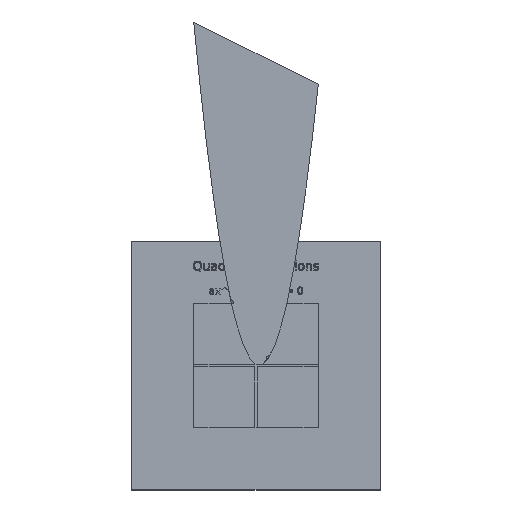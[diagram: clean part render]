
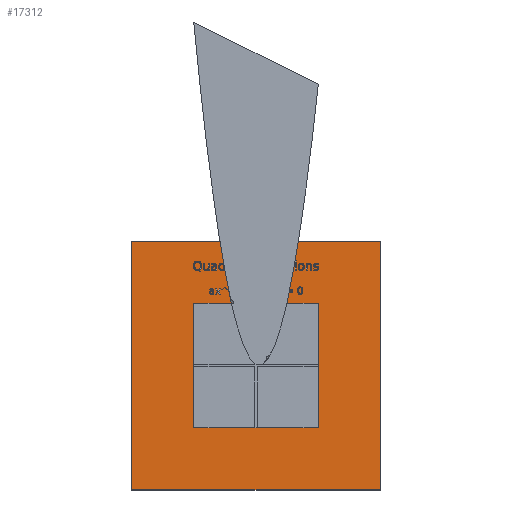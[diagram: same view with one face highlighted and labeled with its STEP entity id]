
A CAD part, top view. The second image highlights one B-rep face of the part: STEP entity #17312.
In plain terms, the highlighted planar face has unit normal (0, 0, 1).
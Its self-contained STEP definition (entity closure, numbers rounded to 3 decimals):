
#16998 = VERTEX_POINT('',#16999);
#16999 = CARTESIAN_POINT('',(-100.,-100.,2.5));
#17006 = PLANE('',#17007);
#17007 = AXIS2_PLACEMENT_3D('',#17008,#17009,#17010);
#17008 = CARTESIAN_POINT('',(-100.,-100.,-2.5));
#17009 = DIRECTION('',(1.,0.,-0.));
#17010 = DIRECTION('',(0.,0.,1.));
#17018 = PLANE('',#17019);
#17019 = AXIS2_PLACEMENT_3D('',#17020,#17021,#17022);
#17020 = CARTESIAN_POINT('',(-100.,-100.,-2.5));
#17021 = DIRECTION('',(-0.,1.,0.));
#17022 = DIRECTION('',(0.,0.,1.));
#17059 = VERTEX_POINT('',#17060);
#17060 = CARTESIAN_POINT('',(-100.,100.,2.5));
#17074 = PLANE('',#17075);
#17075 = AXIS2_PLACEMENT_3D('',#17076,#17077,#17078);
#17076 = CARTESIAN_POINT('',(-100.,100.,-2.5));
#17077 = DIRECTION('',(-0.,1.,0.));
#17078 = DIRECTION('',(0.,0.,1.));
#17086 = EDGE_CURVE('',#16998,#17059,#17087,.T.);
#17087 = SURFACE_CURVE('',#17088,(#17092,#17099),.PCURVE_S1.);
#17088 = LINE('',#17089,#17090);
#17089 = CARTESIAN_POINT('',(-100.,-100.,2.5));
#17090 = VECTOR('',#17091,1.);
#17091 = DIRECTION('',(-0.,1.,0.));
#17092 = PCURVE('',#17006,#17093);
#17093 = DEFINITIONAL_REPRESENTATION('',(#17094),#17098);
#17094 = LINE('',#17095,#17096);
#17095 = CARTESIAN_POINT('',(5.,0.));
#17096 = VECTOR('',#17097,1.);
#17097 = DIRECTION('',(0.,-1.));
#17098 = ( GEOMETRIC_REPRESENTATION_CONTEXT(2) 
PARAMETRIC_REPRESENTATION_CONTEXT() REPRESENTATION_CONTEXT('2D SPACE',''
  ) );
#17099 = PCURVE('',#17100,#17105);
#17100 = PLANE('',#17101);
#17101 = AXIS2_PLACEMENT_3D('',#17102,#17103,#17104);
#17102 = CARTESIAN_POINT('',(-100.,-100.,2.5));
#17103 = DIRECTION('',(0.,0.,1.));
#17104 = DIRECTION('',(1.,0.,-0.));
#17105 = DEFINITIONAL_REPRESENTATION('',(#17106),#17110);
#17106 = LINE('',#17107,#17108);
#17107 = CARTESIAN_POINT('',(0.,0.));
#17108 = VECTOR('',#17109,1.);
#17109 = DIRECTION('',(0.,1.));
#17110 = ( GEOMETRIC_REPRESENTATION_CONTEXT(2) 
PARAMETRIC_REPRESENTATION_CONTEXT() REPRESENTATION_CONTEXT('2D SPACE',''
  ) );
#17118 = VERTEX_POINT('',#17119);
#17119 = CARTESIAN_POINT('',(100.,-100.,2.5));
#17126 = PLANE('',#17127);
#17127 = AXIS2_PLACEMENT_3D('',#17128,#17129,#17130);
#17128 = CARTESIAN_POINT('',(100.,-100.,-2.5));
#17129 = DIRECTION('',(1.,0.,-0.));
#17130 = DIRECTION('',(0.,0.,1.));
#17169 = VERTEX_POINT('',#17170);
#17170 = CARTESIAN_POINT('',(100.,100.,2.5));
#17191 = EDGE_CURVE('',#17118,#17169,#17192,.T.);
#17192 = SURFACE_CURVE('',#17193,(#17197,#17204),.PCURVE_S1.);
#17193 = LINE('',#17194,#17195);
#17194 = CARTESIAN_POINT('',(100.,-100.,2.5));
#17195 = VECTOR('',#17196,1.);
#17196 = DIRECTION('',(-0.,1.,0.));
#17197 = PCURVE('',#17126,#17198);
#17198 = DEFINITIONAL_REPRESENTATION('',(#17199),#17203);
#17199 = LINE('',#17200,#17201);
#17200 = CARTESIAN_POINT('',(5.,0.));
#17201 = VECTOR('',#17202,1.);
#17202 = DIRECTION('',(0.,-1.));
#17203 = ( GEOMETRIC_REPRESENTATION_CONTEXT(2) 
PARAMETRIC_REPRESENTATION_CONTEXT() REPRESENTATION_CONTEXT('2D SPACE',''
  ) );
#17204 = PCURVE('',#17100,#17205);
#17205 = DEFINITIONAL_REPRESENTATION('',(#17206),#17210);
#17206 = LINE('',#17207,#17208);
#17207 = CARTESIAN_POINT('',(200.,0.));
#17208 = VECTOR('',#17209,1.);
#17209 = DIRECTION('',(0.,1.));
#17210 = ( GEOMETRIC_REPRESENTATION_CONTEXT(2) 
PARAMETRIC_REPRESENTATION_CONTEXT() REPRESENTATION_CONTEXT('2D SPACE',''
  ) );
#17237 = EDGE_CURVE('',#16998,#17118,#17238,.T.);
#17238 = SURFACE_CURVE('',#17239,(#17243,#17250),.PCURVE_S1.);
#17239 = LINE('',#17240,#17241);
#17240 = CARTESIAN_POINT('',(-100.,-100.,2.5));
#17241 = VECTOR('',#17242,1.);
#17242 = DIRECTION('',(1.,0.,-0.));
#17243 = PCURVE('',#17018,#17244);
#17244 = DEFINITIONAL_REPRESENTATION('',(#17245),#17249);
#17245 = LINE('',#17246,#17247);
#17246 = CARTESIAN_POINT('',(5.,0.));
#17247 = VECTOR('',#17248,1.);
#17248 = DIRECTION('',(0.,1.));
#17249 = ( GEOMETRIC_REPRESENTATION_CONTEXT(2) 
PARAMETRIC_REPRESENTATION_CONTEXT() REPRESENTATION_CONTEXT('2D SPACE',''
  ) );
#17250 = PCURVE('',#17100,#17251);
#17251 = DEFINITIONAL_REPRESENTATION('',(#17252),#17256);
#17252 = LINE('',#17253,#17254);
#17253 = CARTESIAN_POINT('',(0.,0.));
#17254 = VECTOR('',#17255,1.);
#17255 = DIRECTION('',(1.,0.));
#17256 = ( GEOMETRIC_REPRESENTATION_CONTEXT(2) 
PARAMETRIC_REPRESENTATION_CONTEXT() REPRESENTATION_CONTEXT('2D SPACE',''
  ) );
#17284 = EDGE_CURVE('',#17059,#17169,#17285,.T.);
#17285 = SURFACE_CURVE('',#17286,(#17290,#17297),.PCURVE_S1.);
#17286 = LINE('',#17287,#17288);
#17287 = CARTESIAN_POINT('',(-100.,100.,2.5));
#17288 = VECTOR('',#17289,1.);
#17289 = DIRECTION('',(1.,0.,-0.));
#17290 = PCURVE('',#17074,#17291);
#17291 = DEFINITIONAL_REPRESENTATION('',(#17292),#17296);
#17292 = LINE('',#17293,#17294);
#17293 = CARTESIAN_POINT('',(5.,0.));
#17294 = VECTOR('',#17295,1.);
#17295 = DIRECTION('',(0.,1.));
#17296 = ( GEOMETRIC_REPRESENTATION_CONTEXT(2) 
PARAMETRIC_REPRESENTATION_CONTEXT() REPRESENTATION_CONTEXT('2D SPACE',''
  ) );
#17297 = PCURVE('',#17100,#17298);
#17298 = DEFINITIONAL_REPRESENTATION('',(#17299),#17303);
#17299 = LINE('',#17300,#17301);
#17300 = CARTESIAN_POINT('',(0.,200.));
#17301 = VECTOR('',#17302,1.);
#17302 = DIRECTION('',(1.,0.));
#17303 = ( GEOMETRIC_REPRESENTATION_CONTEXT(2) 
PARAMETRIC_REPRESENTATION_CONTEXT() REPRESENTATION_CONTEXT('2D SPACE',''
  ) );
#17312 = ADVANCED_FACE('',(#17313),#17100,.T.);
#17313 = FACE_BOUND('',#17314,.T.);
#17314 = EDGE_LOOP('',(#17315,#17316,#17317,#17318));
#17315 = ORIENTED_EDGE('',*,*,#17086,.F.);
#17316 = ORIENTED_EDGE('',*,*,#17237,.T.);
#17317 = ORIENTED_EDGE('',*,*,#17191,.T.);
#17318 = ORIENTED_EDGE('',*,*,#17284,.F.);
